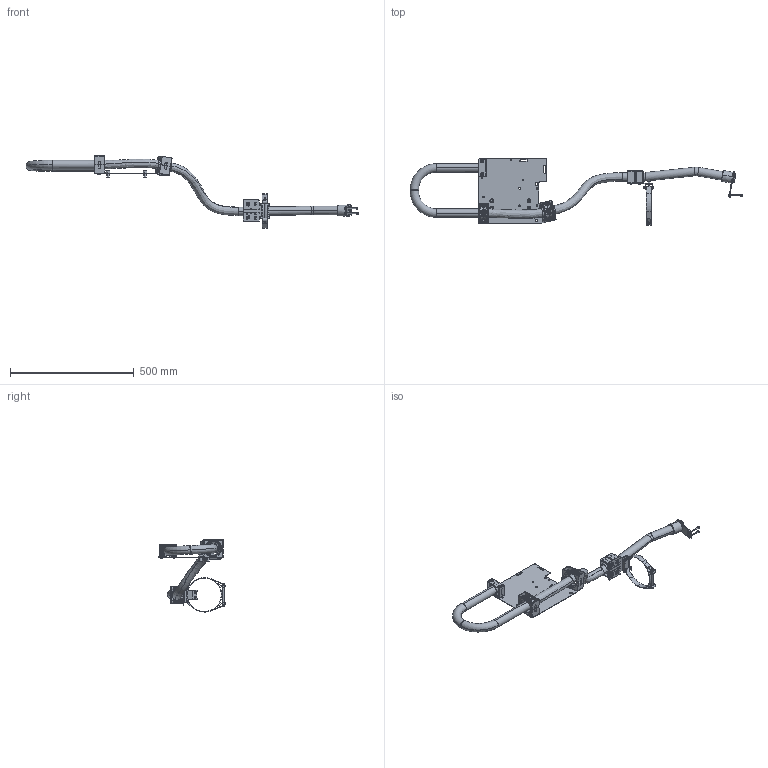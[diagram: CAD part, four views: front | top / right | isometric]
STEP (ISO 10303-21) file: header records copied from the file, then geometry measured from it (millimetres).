
FILE_DESCRIPTION (( 'STEP AP203' ), '1' );
FILE_NAME ('P2311.STEP', '2018-11-30T09:51:19', ( '' ), ( '' ), 'SwSTEP 2.0', 'SolidWorks 2017', '' );
FILE_SCHEMA (( 'CONFIG_CONTROL_DESIGN' ));
Length unit declared in the file: millimetre
Products named in the file (1): P2311
Bounding box: 1341.2 x 268.7 x 291.5 mm (x, y, z)
Volume: 1016211.1 mm3; surface area: 767713.5 mm2
Topology: 47 solids, 48 shells, 2897 faces, 7383 edges, 4596 vertices
Faces by surface type: cylinder 1006, plane 941, bspline 496, torus 216, cone 150, sphere 88
Entity records: 108143 total; most frequent: CARTESIAN_POINT 40394, ORIENTED_EDGE 14574, DIRECTION 13749, EDGE_CURVE 7287, AXIS2_PLACEMENT_3D 5300, VERTEX_POINT 4596, EDGE_LOOP 3195, VECTOR 3149
